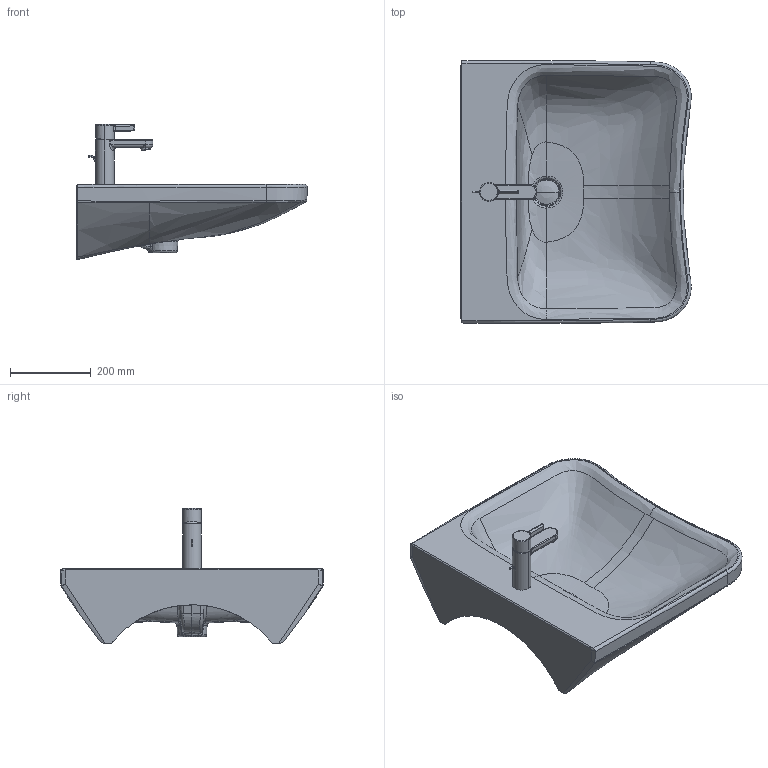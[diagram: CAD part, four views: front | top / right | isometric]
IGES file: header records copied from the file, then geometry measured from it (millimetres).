
Global section: file name: No Iges File Name specified; native system: Autodesk Inventor 2011; preprocessor: AutoDesk Inventor Iges Exporter R2011; author: Administrator; date: 20141025.112245; units: millimetre
Bounding box: 569.86 x 649.64 x 334.79 mm (x, y, z)
Volume: 16318139.5 mm3; surface area: 1190294.6 mm2
Topology: 7 solids, 7 shells, 354 faces, 910 edges, 574 vertices
Faces by surface type: bspline 168, plane 64, cylinder 49, revolution 47, torus 19, cone 5, sphere 2
